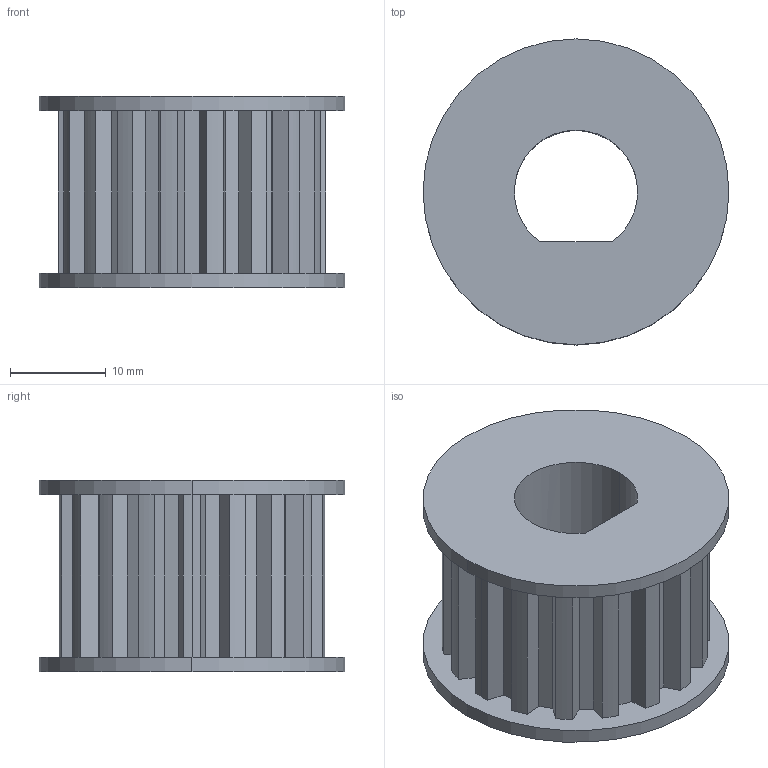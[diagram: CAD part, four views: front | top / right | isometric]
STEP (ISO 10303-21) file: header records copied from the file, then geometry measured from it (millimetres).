
FILE_DESCRIPTION (( 'STEP AP214' ), '1' );
FILE_NAME ('Aluminium Gear re.STEP', '2020-04-06T10:43:41', ( '' ), ( '' ), 'SwSTEP 2.0', 'SolidWorks 2019', '' );
FILE_SCHEMA (( 'AUTOMOTIVE_DESIGN' ));
Length unit declared in the file: millimetre
Products named in the file (1): Aluminium Gear re
Bounding box: 32 x 32 x 20 mm (x, y, z)
Volume: 9093.9 mm3; surface area: 5256.6 mm2
Topology: 1 solids, 1 shells, 136 faces, 401 edges, 268 vertices
Faces by surface type: plane 63, cylinder 57, bspline 16
Entity records: 20733 total; most frequent: CARTESIAN_POINT 17395, ORIENTED_EDGE 802, DIRECTION 574, EDGE_CURVE 401, VERTEX_POINT 268, VECTOR 224, LINE 224, AXIS2_PLACEMENT_3D 175
